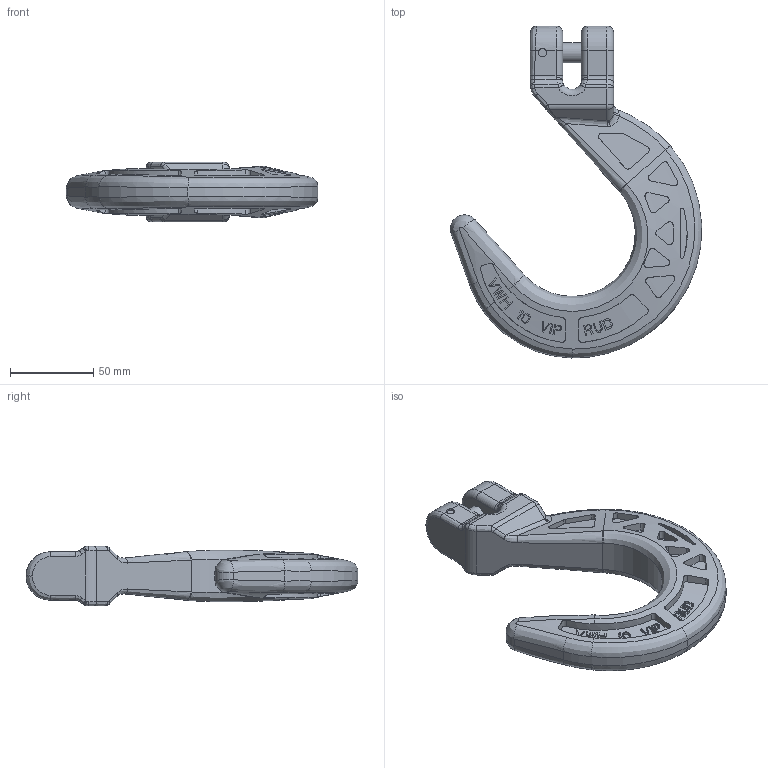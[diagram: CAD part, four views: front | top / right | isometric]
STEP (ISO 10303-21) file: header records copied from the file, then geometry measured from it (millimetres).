
FILE_DESCRIPTION((''),'2;1');
FILE_NAME('001-M34844-P-3','2016-06-13T',('Andreas.Wendler'),(''),'PRO/ENGINEER BY PARAMETRIC TECHNOLOGY CORPORATION, 2010140','PRO/ENGINEER BY PARAMETRIC TECHNOLOGY CORPORATION, 2010140','');
FILE_SCHEMA(('CONFIG_CONTROL_DESIGN'));
Length unit declared in the file: millimetre
Products named in the file (1): 001-M34844-P-3
Bounding box: 151.04 x 199.49 x 36 mm (x, y, z)
Volume: 257791.3 mm3; surface area: 46011.9 mm2
Topology: 1 solids, 1 shells, 500 faces, 1301 edges, 834 vertices
Faces by surface type: plane 269, cylinder 109, bspline 70, cone 33, torus 11, sphere 8
Entity records: 24725 total; most frequent: CARTESIAN_POINT 14145, ORIENTED_EDGE 2602, DIRECTION 1532, EDGE_CURVE 1301, VERTEX_POINT 834, B_SPLINE_CURVE_WITH_KNOTS 769, AXIS2_PLACEMENT_3D 570, EDGE_LOOP 533
